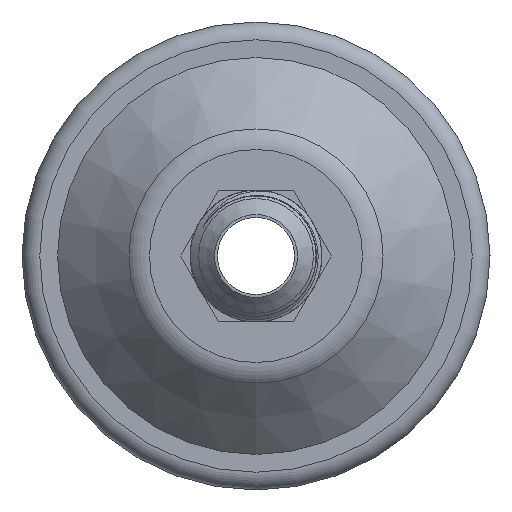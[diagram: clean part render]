
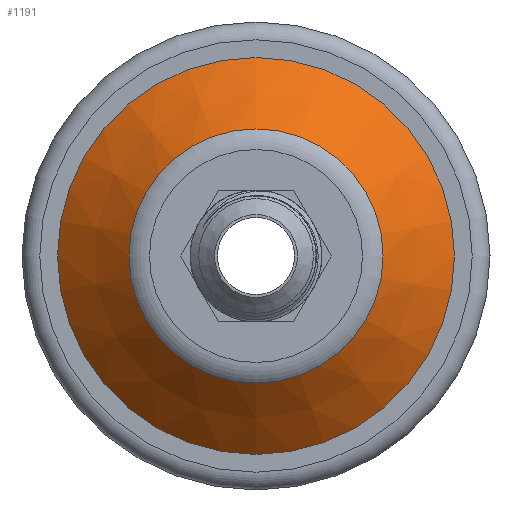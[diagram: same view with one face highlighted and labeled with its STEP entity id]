
A CAD part, left-side view. The second image highlights one B-rep face of the part: STEP entity #1191.
In plain terms, the highlighted conical face has half-angle 46.081 degrees and reference radius 33.5 mm.
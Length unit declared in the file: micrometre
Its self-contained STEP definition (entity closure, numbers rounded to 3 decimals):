
#111=FACE_OUTER_BOUND('',#177,.T.);
#177=EDGE_LOOP('',(#934,#935,#936,#937,#938,#939));
#316=CIRCLE('',#1324,21452.184);
#317=CIRCLE('',#1325,21452.184);
#321=CIRCLE('',#1330,33500.);
#322=CIRCLE('',#1331,33500.);
#359=LINE('',#2816,#429);
#429=VECTOR('',#1569,33500.);
#550=VERTEX_POINT('',#2802);
#551=VERTEX_POINT('',#2803);
#554=VERTEX_POINT('',#2812);
#555=VERTEX_POINT('',#2813);
#703=EDGE_CURVE('',#550,#551,#316,.T.);
#704=EDGE_CURVE('',#551,#550,#317,.T.);
#708=EDGE_CURVE('',#554,#555,#321,.T.);
#709=EDGE_CURVE('',#555,#554,#322,.T.);
#710=EDGE_CURVE('',#555,#551,#359,.T.);
#934=ORIENTED_EDGE('',*,*,#708,.F.);
#935=ORIENTED_EDGE('',*,*,#709,.F.);
#936=ORIENTED_EDGE('',*,*,#710,.T.);
#937=ORIENTED_EDGE('',*,*,#704,.T.);
#938=ORIENTED_EDGE('',*,*,#703,.T.);
#939=ORIENTED_EDGE('',*,*,#710,.F.);
#1155=CONICAL_SURFACE('',#1329,33500.,0.804);
#1191=ADVANCED_FACE('',(#111),#1155,.T.);
#1324=AXIS2_PLACEMENT_3D('',#2804,#1553,#1554);
#1325=AXIS2_PLACEMENT_3D('',#2805,#1555,#1556);
#1329=AXIS2_PLACEMENT_3D('',#2811,#1563,#1564);
#1330=AXIS2_PLACEMENT_3D('',#2814,#1565,#1566);
#1331=AXIS2_PLACEMENT_3D('',#2815,#1567,#1568);
#1553=DIRECTION('center_axis',(1.,0.,0.));
#1554=DIRECTION('ref_axis',(0.,0.,-1.));
#1555=DIRECTION('center_axis',(1.,0.,0.));
#1556=DIRECTION('ref_axis',(0.,0.,-1.));
#1563=DIRECTION('center_axis',(1.,0.,0.));
#1564=DIRECTION('ref_axis',(0.,0.,-1.));
#1565=DIRECTION('center_axis',(1.,0.,0.));
#1566=DIRECTION('ref_axis',(0.,0.,-1.));
#1567=DIRECTION('center_axis',(1.,0.,0.));
#1568=DIRECTION('ref_axis',(0.,0.,-1.));
#1569=DIRECTION('',(-0.694,0.,-0.72));
#2802=CARTESIAN_POINT('',(-96101.601,0.,-21452.184));
#2803=CARTESIAN_POINT('',(-96101.601,0.,21452.184));
#2804=CARTESIAN_POINT('Origin',(-96101.601,0.,0.));
#2805=CARTESIAN_POINT('Origin',(-96101.601,0.,0.));
#2811=CARTESIAN_POINT('Origin',(-84500.,0.,0.));
#2812=CARTESIAN_POINT('',(-84500.,0.,-33500.));
#2813=CARTESIAN_POINT('',(-84500.,0.,33500.));
#2814=CARTESIAN_POINT('Origin',(-84500.,0.,0.));
#2815=CARTESIAN_POINT('Origin',(-84500.,0.,0.));
#2816=CARTESIAN_POINT('',(-84500.,0.,33500.));
